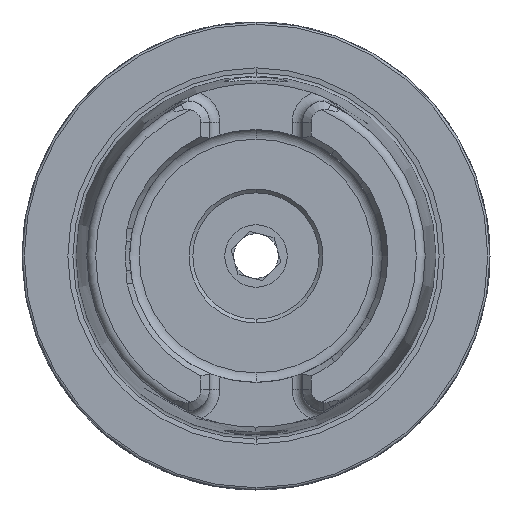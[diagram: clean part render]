
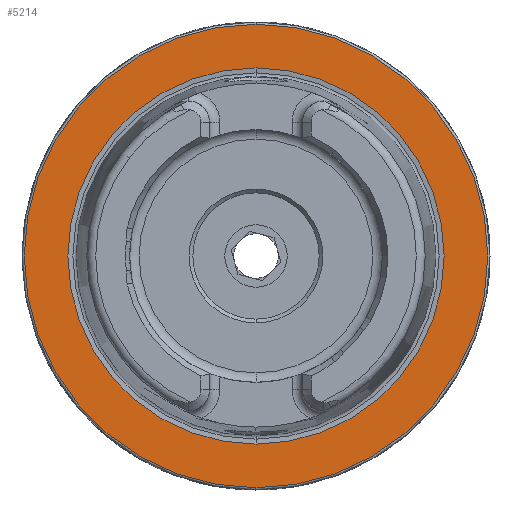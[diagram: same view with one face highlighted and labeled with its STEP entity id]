
A CAD part, left-side view. The second image highlights one B-rep face of the part: STEP entity #5214.
In plain terms, the highlighted planar face has unit normal (-1, 0, 0).
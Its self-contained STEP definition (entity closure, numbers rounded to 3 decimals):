
#2085 = CARTESIAN_POINT ( 'NONE',  ( 0., 0., 0. ) ) ;
#2086 = DIRECTION ( 'NONE',  ( -1., 0., 0. ) ) ;
#2087 = DIRECTION ( 'NONE',  ( 0., 0., 1. ) ) ;
#2096 = CARTESIAN_POINT ( 'NONE',  ( 0., 0., 0. ) ) ;
#2097 = DIRECTION ( 'NONE',  ( -1., 0., 0. ) ) ;
#2098 = DIRECTION ( 'NONE',  ( 0., 0., 1. ) ) ;
#2432 = CIRCLE ( 'NONE', #11552, 31.2 ) ;
#2435 = CIRCLE ( 'NONE', #11555, 25.324 ) ;
#3226 = EDGE_CURVE ( 'NONE', #4198, #4199, #2432, .T. ) ;
#3230 = EDGE_CURVE ( 'NONE', #4203, #4204, #2435, .T. ) ;
#4198 = VERTEX_POINT ( 'NONE', #5879 ) ;
#4199 = VERTEX_POINT ( 'NONE', #5880 ) ;
#4203 = VERTEX_POINT ( 'NONE', #5884 ) ;
#4204 = VERTEX_POINT ( 'NONE', #5885 ) ;
#5214 = ADVANCED_FACE ( 'NONE', ( #6863, #6852 ), #7818, .F. ) ;
#5482 = EDGE_CURVE ( 'NONE', #4204, #4203, #9188, .T. ) ;
#5483 = EDGE_CURVE ( 'NONE', #4199, #4198, #9189, .T. ) ;
#5779 = AXIS2_PLACEMENT_3D ( 'NONE', #7815, #7820, #7821 ) ;
#5879 = CARTESIAN_POINT ( 'NONE',  ( 0., 0., 31.2 ) ) ;
#5880 = CARTESIAN_POINT ( 'NONE',  ( 0., 0., -31.2 ) ) ;
#5884 = CARTESIAN_POINT ( 'NONE',  ( 0., 0., -25.324 ) ) ;
#5885 = CARTESIAN_POINT ( 'NONE',  ( 0., 0., 25.324 ) ) ;
#6852 = FACE_OUTER_BOUND ( 'NONE', #12345, .T. ) ;
#6863 = FACE_BOUND ( 'NONE', #12269, .T. ) ;
#7815 = CARTESIAN_POINT ( 'NONE',  ( 0., 31.2, 0. ) ) ;
#7818 = PLANE ( 'NONE',  #5779 ) ;
#7820 = DIRECTION ( 'NONE',  ( 1., 0., 0. ) ) ;
#7821 = DIRECTION ( 'NONE',  ( 0., 0., -1. ) ) ;
#9188 = CIRCLE ( 'NONE', #9786, 25.324 ) ;
#9189 = CIRCLE ( 'NONE', #9787, 31.2 ) ;
#9680 = CARTESIAN_POINT ( 'NONE',  ( 0., 0., 0. ) ) ;
#9681 = DIRECTION ( 'NONE',  ( -1., 0., 0. ) ) ;
#9682 = DIRECTION ( 'NONE',  ( 0., 0., 1. ) ) ;
#9685 = CARTESIAN_POINT ( 'NONE',  ( 0., 0., 0. ) ) ;
#9686 = DIRECTION ( 'NONE',  ( -1., 0., 0. ) ) ;
#9687 = DIRECTION ( 'NONE',  ( 0., 0., 1. ) ) ;
#9786 = AXIS2_PLACEMENT_3D ( 'NONE', #9680, #9681, #9682 ) ;
#9787 = AXIS2_PLACEMENT_3D ( 'NONE', #9685, #9686, #9687 ) ;
#11552 = AXIS2_PLACEMENT_3D ( 'NONE', #2085, #2086, #2087 ) ;
#11555 = AXIS2_PLACEMENT_3D ( 'NONE', #2096, #2097, #2098 ) ;
#12181 = ORIENTED_EDGE ( 'NONE', *, *, #5482, .F. ) ;
#12182 = ORIENTED_EDGE ( 'NONE', *, *, #3230, .F. ) ;
#12183 = ORIENTED_EDGE ( 'NONE', *, *, #3226, .T. ) ;
#12184 = ORIENTED_EDGE ( 'NONE', *, *, #5483, .T. ) ;
#12269 = EDGE_LOOP ( 'NONE', ( #12181, #12182 ) ) ;
#12345 = EDGE_LOOP ( 'NONE', ( #12183, #12184 ) ) ;
